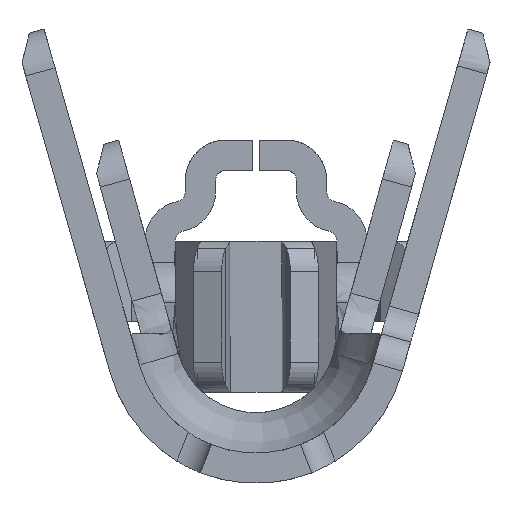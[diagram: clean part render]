
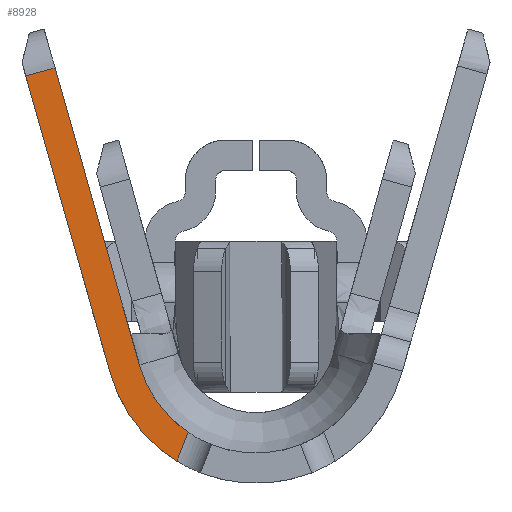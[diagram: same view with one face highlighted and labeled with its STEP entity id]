
A CAD part, front view. The second image highlights one B-rep face of the part: STEP entity #8928.
In plain terms, the highlighted planar face has unit normal (0, -1, 0).
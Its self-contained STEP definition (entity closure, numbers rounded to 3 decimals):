
#8052=CARTESIAN_POINT('',(-0.985,-9.801,1.839));
#8053=VERTEX_POINT('',#8052);
#8054=CARTESIAN_POINT('',(-0.571,-9.801,0.382));
#8055=VERTEX_POINT('',#8054);
#8056=CARTESIAN_POINT('',(-0.985,-9.801,1.839));
#8057=DIRECTION('',(0.273,0.,-0.962));
#8058=VECTOR('',#8057,1.515);
#8059=LINE('',#8056,#8058);
#8060=EDGE_CURVE('',#8053,#8055,#8059,.T.);
#8126=CARTESIAN_POINT('',(-0.388,-9.801,-0.089));
#8127=VERTEX_POINT('',#8126);
#8128=CARTESIAN_POINT('',(-0.714,-9.801,0.342));
#8129=VERTEX_POINT('',#8128);
#8130=CARTESIAN_POINT('',(0.,-9.801,0.545));
#8131=DIRECTION('',(-0.522,0.,-0.853));
#8132=DIRECTION('',(0.,1.,0.));
#8133=AXIS2_PLACEMENT_3D('',#8130,#8132,#8131);
#8134=CIRCLE('',#8133,0.743);
#8135=EDGE_CURVE('',#8127,#8129,#8134,.T.);
#8258=CARTESIAN_POINT('',(-1.128,-9.801,1.798));
#8259=VERTEX_POINT('',#8258);
#8260=CARTESIAN_POINT('',(-0.714,-9.801,0.342));
#8261=DIRECTION('',(-0.273,0.,0.962));
#8262=VECTOR('',#8261,1.515);
#8263=LINE('',#8260,#8262);
#8264=EDGE_CURVE('',#8129,#8259,#8263,.T.);
#8382=CARTESIAN_POINT('',(-0.332,-9.801,0.052));
#8383=VERTEX_POINT('',#8382);
#8445=CARTESIAN_POINT('',(0.,-9.801,0.545));
#8446=DIRECTION('',(-0.962,0.,-0.273));
#8447=DIRECTION('',(0.,-1.,0.));
#8448=AXIS2_PLACEMENT_3D('',#8445,#8447,#8446);
#8449=CIRCLE('',#8448,0.594);
#8450=EDGE_CURVE('',#8055,#8383,#8449,.T.);
#8813=CARTESIAN_POINT('',(-1.128,-9.801,1.798));
#8814=DIRECTION('',(0.962,0.,0.273));
#8815=VECTOR('',#8814,0.148);
#8816=LINE('',#8813,#8815);
#8817=EDGE_CURVE('',#8259,#8053,#8816,.T.);
#8910=CARTESIAN_POINT('',(-0.205,-9.801,0.875));
#8911=DIRECTION('',(1.,0.,0.));
#8912=DIRECTION('',(0.,-1.,0.));
#8913=AXIS2_PLACEMENT_3D('',#8910,#8912,#8911);
#8914=PLANE('',#8913);
#8915=ORIENTED_EDGE('',*,*,#8135,.F.);
#8916=CARTESIAN_POINT('',(-0.388,-9.801,-0.089));
#8917=DIRECTION('',(0.367,0.,0.93));
#8918=VECTOR('',#8917,0.151);
#8919=LINE('',#8916,#8918);
#8920=EDGE_CURVE('',#8127,#8383,#8919,.T.);
#8921=ORIENTED_EDGE('',*,*,#8920,.T.);
#8922=ORIENTED_EDGE('',*,*,#8450,.F.);
#8923=ORIENTED_EDGE('',*,*,#8060,.F.);
#8924=ORIENTED_EDGE('',*,*,#8817,.F.);
#8925=ORIENTED_EDGE('',*,*,#8264,.F.);
#8926=EDGE_LOOP('',(#8915,#8921,#8922,#8923,#8924,#8925));
#8927=FACE_OUTER_BOUND('',#8926,.T.);
#8928=ADVANCED_FACE('',(#8927),#8914,.T.);
